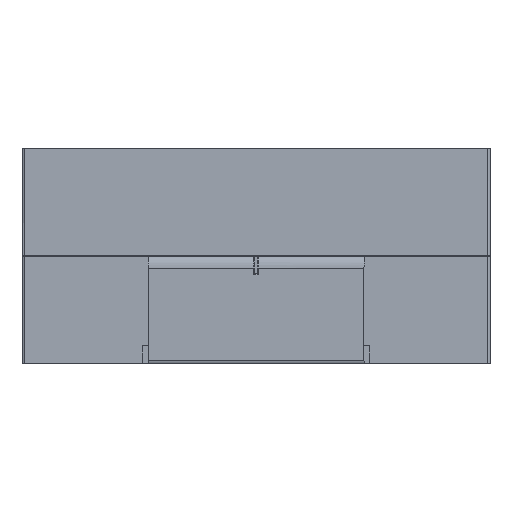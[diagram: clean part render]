
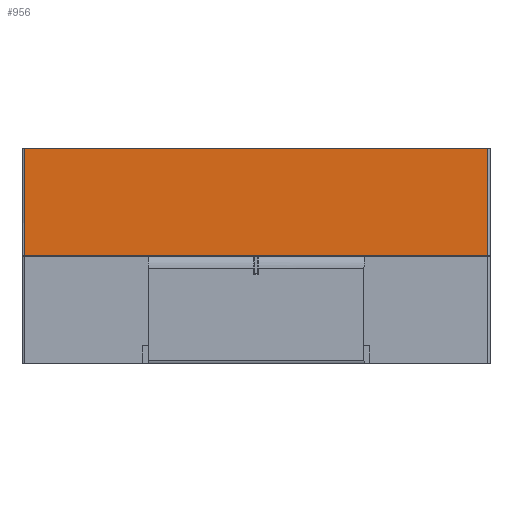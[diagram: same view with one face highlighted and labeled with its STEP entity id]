
A CAD part, front view. The second image highlights one B-rep face of the part: STEP entity #956.
In plain terms, the highlighted free-form (B-spline) face has degree [1, 1] with [2, 2] control points.
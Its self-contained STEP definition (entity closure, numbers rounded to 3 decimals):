
#679=CARTESIAN_POINT('',(-3.22,-3.25,0.));
#680=VERTEX_POINT('',#679);
#681=CARTESIAN_POINT('',(3.22,-3.25,0.));
#682=VERTEX_POINT('',#681);
#683=CARTESIAN_POINT('',(-3.22,-3.25,0.));
#684=CARTESIAN_POINT('',(3.22,-3.25,0.));
#685=B_SPLINE_CURVE_WITH_KNOTS('',1,(#683,#684),.UNSPECIFIED.,.F.,.U.,(2,2),(0.,1.),.UNSPECIFIED.);
#686=EDGE_CURVE('',#680,#682,#685,.T.);
#929=CARTESIAN_POINT('',(-3.22,-3.25,0.));
#930=CARTESIAN_POINT('',(-3.22,-3.25,-1.493));
#931=CARTESIAN_POINT('',(3.22,-3.25,0.));
#932=CARTESIAN_POINT('',(3.22,-3.25,-1.493));
#933=B_SPLINE_SURFACE_WITH_KNOTS('',1,1,((#929,#930),(#931,#932)),.PLANE_SURF.,.F.,.F.,.U.,(2,2),(2,2),(0.,1.),(0.,0.5),.UNSPECIFIED.);
#934=ORIENTED_EDGE('',*,*,#686,.T.);
#935=CARTESIAN_POINT('',(3.22,-3.25,-1.493));
#936=VERTEX_POINT('',#935);
#937=CARTESIAN_POINT('',(3.22,-3.25,0.));
#938=CARTESIAN_POINT('',(3.22,-3.25,-1.493));
#939=B_SPLINE_CURVE_WITH_KNOTS('',1,(#937,#938),.UNSPECIFIED.,.F.,.U.,(2,2),(0.,0.5),.UNSPECIFIED.);
#940=EDGE_CURVE('',#682,#936,#939,.T.);
#941=ORIENTED_EDGE('',*,*,#940,.T.);
#942=CARTESIAN_POINT('',(-3.22,-3.25,-1.493));
#943=VERTEX_POINT('',#942);
#944=CARTESIAN_POINT('',(3.22,-3.25,-1.493));
#945=CARTESIAN_POINT('',(-3.22,-3.25,-1.493));
#946=B_SPLINE_CURVE_WITH_KNOTS('',1,(#944,#945),.UNSPECIFIED.,.F.,.U.,(2,2),(0.153,0.847),.UNSPECIFIED.);
#947=EDGE_CURVE('',#936,#943,#946,.T.);
#948=ORIENTED_EDGE('',*,*,#947,.T.);
#949=CARTESIAN_POINT('',(-3.22,-3.25,0.));
#950=CARTESIAN_POINT('',(-3.22,-3.25,-1.493));
#951=B_SPLINE_CURVE_WITH_KNOTS('',1,(#949,#950),.UNSPECIFIED.,.F.,.U.,(2,2),(0.,0.5),.UNSPECIFIED.);
#952=EDGE_CURVE('',#680,#943,#951,.T.);
#953=ORIENTED_EDGE('',*,*,#952,.F.);
#954=EDGE_LOOP('',(#934,#941,#948,#953));
#955=FACE_OUTER_BOUND('',#954,.F.);
#956=ADVANCED_FACE('',(#955),#933,.F.);
